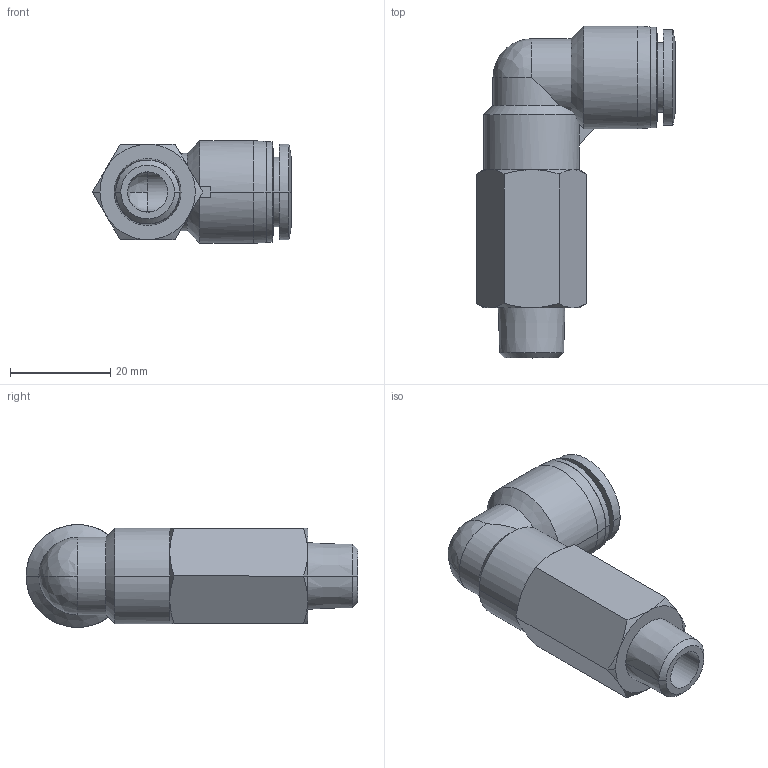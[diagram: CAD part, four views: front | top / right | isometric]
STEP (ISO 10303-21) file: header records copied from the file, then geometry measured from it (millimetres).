
FILE_DESCRIPTION (( 'STEP AP214' ), '1' );
FILE_NAME ('MEL12M-14R.step', '2016-02-24T20:42:28', ( '' ), ( '' ), 'SwSTEP 2.0', 'SolidWorks 2015', '' );
FILE_SCHEMA (( 'AUTOMOTIVE_DESIGN' ));
Length unit declared in the file: inch
Products named in the file (1): MEL12M-14R
Bounding box: 39.62 x 66.15 x 20.5 mm (x, y, z)
Volume: 16256 mm3; surface area: 8045.7 mm2
Topology: 1 solids, 1 shells, 68 faces, 158 edges, 93 vertices
Faces by surface type: cone 27, cylinder 19, plane 16, bspline 4, torus 2
Entity records: 4578 total; most frequent: CARTESIAN_POINT 2266, ORIENTED_EDGE 308, DIRECTION 248, EDGE_CURVE 154, AXIS2_PLACEMENT_3D 103, VERTEX_POINT 93, EDGE_LOOP 75, B_SPLINE_CURVE_WITH_KNOTS 74
